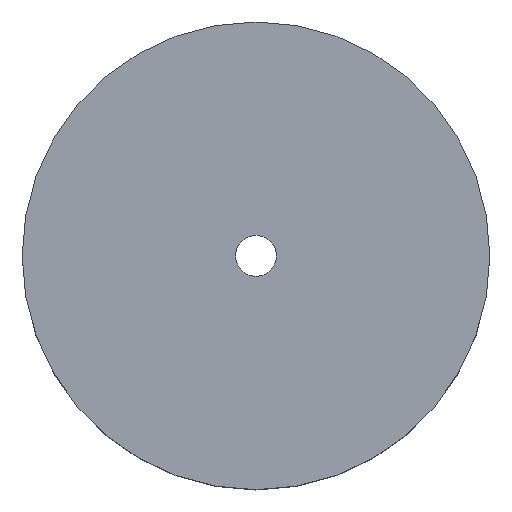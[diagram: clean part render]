
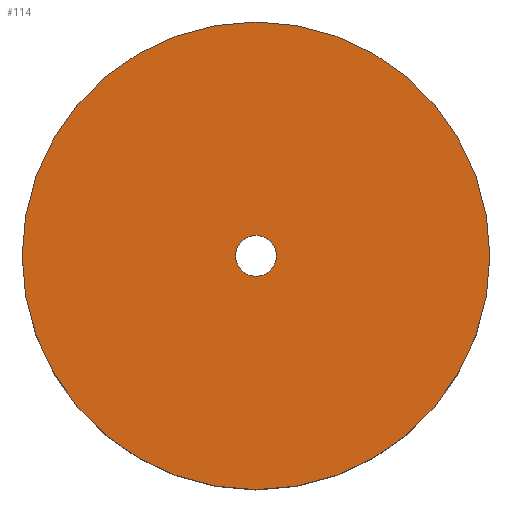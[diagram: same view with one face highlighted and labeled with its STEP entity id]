
A CAD part, top view. The second image highlights one B-rep face of the part: STEP entity #114.
In plain terms, the highlighted planar face has unit normal (0, 0, 1).
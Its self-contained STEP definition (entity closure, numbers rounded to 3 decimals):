
#30=FACE_BOUND('',#50,.T.);
#38=FACE_OUTER_BOUND('',#49,.T.);
#49=EDGE_LOOP('',(#101));
#50=EDGE_LOOP('',(#102));
#53=CIRCLE('',#133,20.);
#57=CIRCLE('',#140,1.75);
#61=VERTEX_POINT('',#190);
#65=VERTEX_POINT('',#203);
#70=EDGE_CURVE('',#61,#61,#53,.T.);
#76=EDGE_CURVE('',#65,#65,#57,.T.);
#101=ORIENTED_EDGE('',*,*,#70,.T.);
#102=ORIENTED_EDGE('',*,*,#76,.T.);
#106=PLANE('',#144);
#114=ADVANCED_FACE('',(#38,#30),#106,.T.);
#133=AXIS2_PLACEMENT_3D('',#192,#156,#157);
#140=AXIS2_PLACEMENT_3D('',#205,#172,#173);
#144=AXIS2_PLACEMENT_3D('',#211,#181,#182);
#156=DIRECTION('center_axis',(0.,0.,1.));
#157=DIRECTION('ref_axis',(-1.,0.,0.));
#172=DIRECTION('center_axis',(0.,0.,-1.));
#173=DIRECTION('ref_axis',(-1.,0.,0.));
#181=DIRECTION('center_axis',(0.,0.,1.));
#182=DIRECTION('ref_axis',(-1.,0.,0.));
#190=CARTESIAN_POINT('',(72.,-102.,0.));
#192=CARTESIAN_POINT('Origin',(52.,-102.,0.));
#203=CARTESIAN_POINT('',(53.75,-102.,0.));
#205=CARTESIAN_POINT('Origin',(52.,-102.,0.));
#211=CARTESIAN_POINT('Origin',(52.,-102.,0.));
